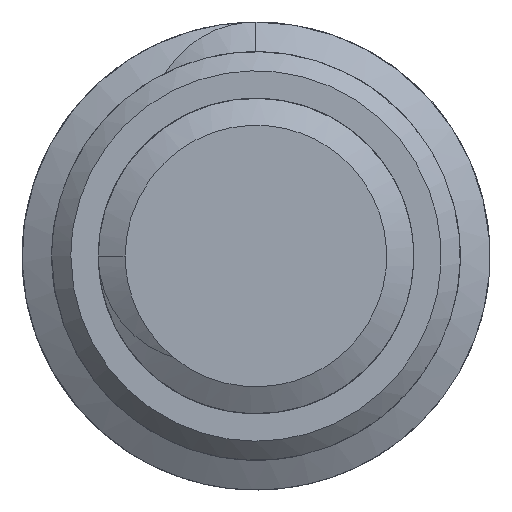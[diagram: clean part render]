
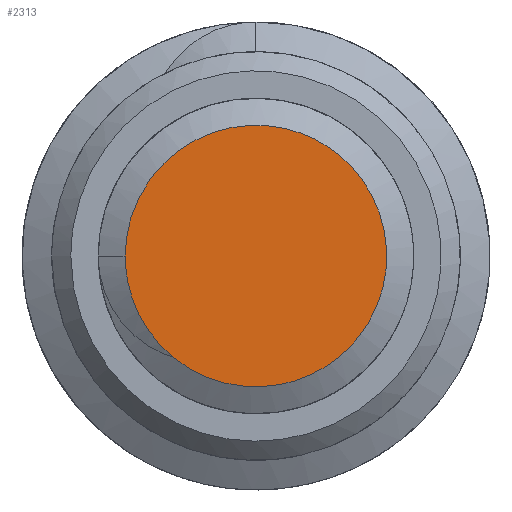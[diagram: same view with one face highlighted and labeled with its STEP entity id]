
A CAD part, left-side view. The second image highlights one B-rep face of the part: STEP entity #2313.
In plain terms, the highlighted free-form (B-spline) face has degree [1, 1] with [2, 2] control points.
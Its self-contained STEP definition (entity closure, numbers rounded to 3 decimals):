
#2283=CARTESIAN_POINT('',(-4.,3.425,0.));
#2284=VERTEX_POINT('',#2283);
#2290=CARTESIAN_POINT('',(-4.,3.425,0.));
#2291=CARTESIAN_POINT('',(-4.,3.425,5.932));
#2292=CARTESIAN_POINT('',(-4.,-1.713,2.966));
#2293=CARTESIAN_POINT('',(-4.,-6.85,0.));
#2294=CARTESIAN_POINT('',(-4.,-1.713,-2.966));
#2295=CARTESIAN_POINT('',(-4.,3.425,-5.932));
#2296=CARTESIAN_POINT('',(-4.,3.425,0.));
#2297=(BOUNDED_CURVE()B_SPLINE_CURVE(2,(#2290,#2291,#2292,#2293,#2294,#2295,#2296),.CIRCULAR_ARC.,.T.,.U.)B_SPLINE_CURVE_WITH_KNOTS((3,2,2,3),(0.,0.333,0.667,1.),.UNSPECIFIED.)CURVE()GEOMETRIC_REPRESENTATION_ITEM()RATIONAL_B_SPLINE_CURVE((1.,0.5,1.,0.5,1.,0.5,1.))REPRESENTATION_ITEM(''));
#2298=EDGE_CURVE('',#2284,#2284,#2297,.T.);
#2305=CARTESIAN_POINT('',(-4.,-7.443,6.526));
#2306=CARTESIAN_POINT('',(-4.,-7.443,-6.526));
#2307=CARTESIAN_POINT('',(-4.,5.608,6.526));
#2308=CARTESIAN_POINT('',(-4.,5.608,-6.526));
#2309=B_SPLINE_SURFACE_WITH_KNOTS('',1,1,((#2305,#2306),(#2307,#2308)),.PLANE_SURF.,.F.,.F.,.U.,(2,2),(2,2),(0.,1.),(0.,1.),.UNSPECIFIED.);
#2310=ORIENTED_EDGE('',*,*,#2298,.F.);
#2311=EDGE_LOOP('',(#2310));
#2312=FACE_OUTER_BOUND('',#2311,.T.);
#2313=ADVANCED_FACE('',(#2312),#2309,.T.);
